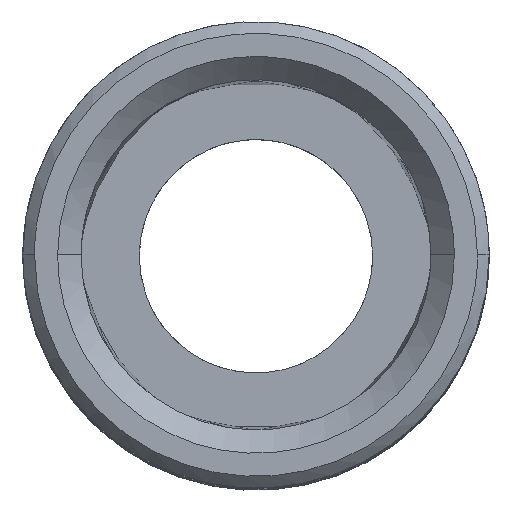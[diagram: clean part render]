
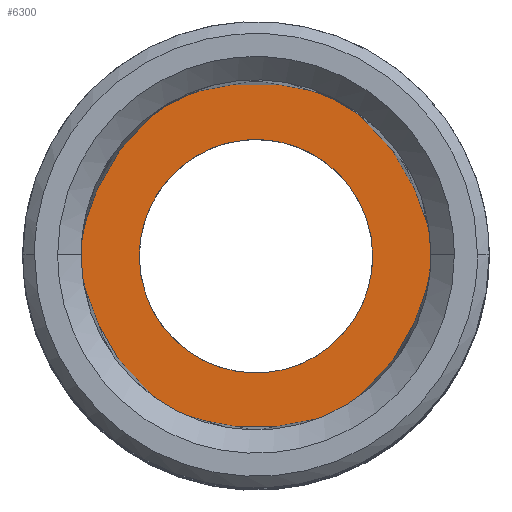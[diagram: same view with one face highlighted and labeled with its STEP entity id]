
A CAD part, top view. The second image highlights one B-rep face of the part: STEP entity #6300.
In plain terms, the highlighted free-form (B-spline) face has degree [1, 1] with [2, 2] control points.
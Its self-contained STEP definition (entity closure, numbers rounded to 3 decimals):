
#1778 = VERTEX_POINT('',#1779);
#1779 = CARTESIAN_POINT('',(9.972,0.,-7.632));
#2026 = VERTEX_POINT('',#2027);
#2027 = CARTESIAN_POINT('',(-9.972,0.,
    -7.632));
#2032 = EDGE_CURVE('',#2026,#1778,#2033,.T.);
#2033 = ( BOUNDED_CURVE() B_SPLINE_CURVE(2,(#2034,#2035,#2036,#2037,
#2038),.UNSPECIFIED.,.F.,.F.) B_SPLINE_CURVE_WITH_KNOTS((3,2,3),(
    3.142,4.712,6.283),
.PIECEWISE_BEZIER_KNOTS.) CURVE() GEOMETRIC_REPRESENTATION_ITEM() 
RATIONAL_B_SPLINE_CURVE((1.,0.707,1.,0.707,1.)) 
REPRESENTATION_ITEM('') );
#2034 = CARTESIAN_POINT('',(-9.972,0.,
    -7.632));
#2035 = CARTESIAN_POINT('',(-9.972,-9.972,
    -7.632));
#2036 = CARTESIAN_POINT('',(0.,-9.972,
    -7.632));
#2037 = CARTESIAN_POINT('',(9.972,-9.972,
    -7.632));
#2038 = CARTESIAN_POINT('',(9.972,0.,
    -7.632));
#2849 = VERTEX_POINT('',#2850);
#2850 = CARTESIAN_POINT('',(-6.648,0.,-7.632));
#2868 = VERTEX_POINT('',#2869);
#2869 = CARTESIAN_POINT('',(6.648,0.,
    -7.632));
#2874 = EDGE_CURVE('',#2849,#2868,#2875,.T.);
#2875 = ( BOUNDED_CURVE() B_SPLINE_CURVE(2,(#2876,#2877,#2878,#2879,
#2880),.UNSPECIFIED.,.F.,.F.) B_SPLINE_CURVE_WITH_KNOTS((3,2,3),(
    3.142,4.712,6.283),
.PIECEWISE_BEZIER_KNOTS.) CURVE() GEOMETRIC_REPRESENTATION_ITEM() 
RATIONAL_B_SPLINE_CURVE((1.,0.707,1.,0.707,1.)) 
REPRESENTATION_ITEM('') );
#2876 = CARTESIAN_POINT('',(-6.648,0.,
    -7.632));
#2877 = CARTESIAN_POINT('',(-6.648,-6.648,
    -7.632));
#2878 = CARTESIAN_POINT('',(0.,-6.648,
    -7.632));
#2879 = CARTESIAN_POINT('',(6.648,-6.648,
    -7.632));
#2880 = CARTESIAN_POINT('',(6.648,0.,
    -7.632));
#4821 = EDGE_CURVE('',#2868,#2849,#4822,.T.);
#4822 = ( BOUNDED_CURVE() B_SPLINE_CURVE(2,(#4823,#4824,#4825,#4826,
#4827),.UNSPECIFIED.,.F.,.F.) B_SPLINE_CURVE_WITH_KNOTS((3,2,3),(0.,
1.571,3.142),.PIECEWISE_BEZIER_KNOTS.) CURVE() 
GEOMETRIC_REPRESENTATION_ITEM() RATIONAL_B_SPLINE_CURVE((1.,
0.707,1.,0.707,1.)) REPRESENTATION_ITEM('') );
#4823 = CARTESIAN_POINT('',(6.648,0.,-7.632));
#4824 = CARTESIAN_POINT('',(6.648,6.648,
    -7.632));
#4825 = CARTESIAN_POINT('',(0.,6.648,
    -7.632));
#4826 = CARTESIAN_POINT('',(-6.648,6.648,
    -7.632));
#4827 = CARTESIAN_POINT('',(-6.648,0.,
    -7.632));
#5921 = EDGE_CURVE('',#1778,#2026,#5922,.T.);
#5922 = ( BOUNDED_CURVE() B_SPLINE_CURVE(2,(#5923,#5924,#5925,#5926,
#5927),.UNSPECIFIED.,.F.,.F.) B_SPLINE_CURVE_WITH_KNOTS((3,2,3),(0.,
1.571,3.142),.PIECEWISE_BEZIER_KNOTS.) CURVE() 
GEOMETRIC_REPRESENTATION_ITEM() RATIONAL_B_SPLINE_CURVE((1.,
0.707,1.,0.707,1.)) REPRESENTATION_ITEM('') );
#5923 = CARTESIAN_POINT('',(9.972,0.,-7.632));
#5924 = CARTESIAN_POINT('',(9.972,9.972,
    -7.632));
#5925 = CARTESIAN_POINT('',(0.,9.972,
    -7.632));
#5926 = CARTESIAN_POINT('',(-9.972,9.972,
    -7.632));
#5927 = CARTESIAN_POINT('',(-9.972,0.,
    -7.632));
#6300 = ADVANCED_FACE('',(#6301,#6305),#6309,.T.);
#6301 = FACE_BOUND('',#6302,.T.);
#6302 = EDGE_LOOP('',(#6303,#6304));
#6303 = ORIENTED_EDGE('',*,*,#2874,.F.);
#6304 = ORIENTED_EDGE('',*,*,#4821,.F.);
#6305 = FACE_BOUND('',#6306,.T.);
#6306 = EDGE_LOOP('',(#6307,#6308));
#6307 = ORIENTED_EDGE('',*,*,#5921,.T.);
#6308 = ORIENTED_EDGE('',*,*,#2032,.T.);
#6309 = B_SPLINE_SURFACE_WITH_KNOTS('',1,1,(
    (#6310,#6311)
    ,(#6312,#6313
    )),.UNSPECIFIED.,.F.,.F.,.F.,(2,2),(2,2),(-7.5,7.5),(-7.5,7.5),
  .PIECEWISE_BEZIER_KNOTS.);
#6310 = CARTESIAN_POINT('',(-9.972,-9.972,
    -7.632));
#6311 = CARTESIAN_POINT('',(-9.972,9.972,
    -7.632));
#6312 = CARTESIAN_POINT('',(9.972,-9.972,
    -7.632));
#6313 = CARTESIAN_POINT('',(9.972,9.972,
    -7.632));
